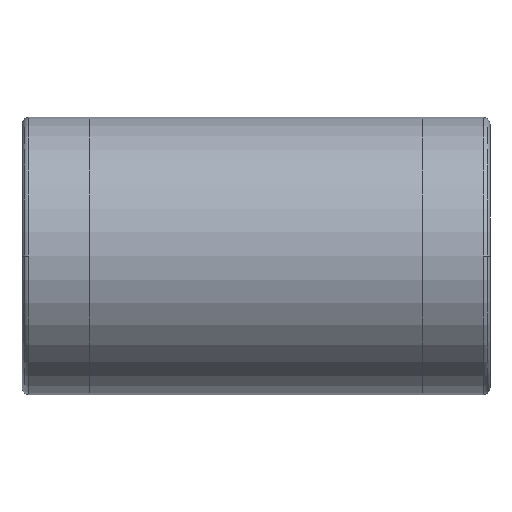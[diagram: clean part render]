
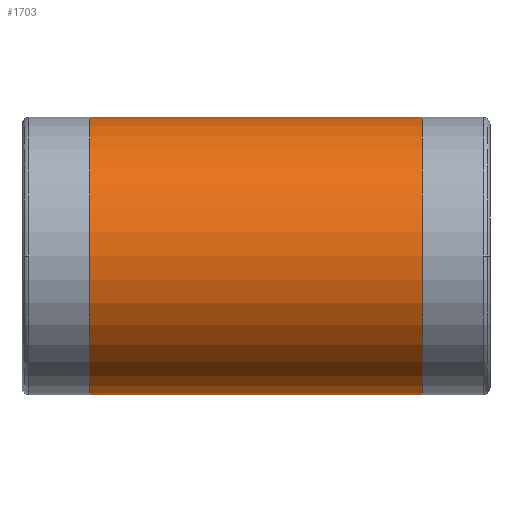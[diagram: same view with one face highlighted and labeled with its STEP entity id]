
A CAD part, front view. The second image highlights one B-rep face of the part: STEP entity #1703.
In plain terms, the highlighted cylindrical face has radius 80 mm (diameter 160 mm), a partial arc.
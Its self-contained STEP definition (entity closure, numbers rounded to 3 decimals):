
#125=CARTESIAN_POINT('',(-96.,0.,0.));
#126=DIRECTION('',(-1.,0.,0.));
#127=DIRECTION('',(0.,0.,-1.));
#128=AXIS2_PLACEMENT_3D('',#125,#126,#127);
#150=DIRECTION('',(1.,0.,0.));
#151=VECTOR('',#150,192.);
#152=CARTESIAN_POINT('',(-96.,0.,80.));
#153=LINE('',#152,#151);
#154=DIRECTION('',(1.,0.,0.));
#155=VECTOR('',#154,192.);
#156=CARTESIAN_POINT('',(-96.,0.,-80.));
#157=LINE('',#156,#155);
#158=CARTESIAN_POINT('',(96.,0.,0.));
#159=DIRECTION('',(1.,0.,0.));
#160=DIRECTION('',(0.,-1.,0.));
#161=AXIS2_PLACEMENT_3D('',#158,#159,#160);
#163=CARTESIAN_POINT('',(96.,0.,0.));
#164=DIRECTION('',(1.,0.,0.));
#165=DIRECTION('',(0.,0.,1.));
#166=AXIS2_PLACEMENT_3D('',#163,#164,#165);
#1389=CARTESIAN_POINT('',(-96.,0.,-80.));
#1390=CARTESIAN_POINT('',(96.,0.,-80.));
#1391=VERTEX_POINT('',#1389);
#1392=VERTEX_POINT('',#1390);
#1393=CARTESIAN_POINT('',(-96.,0.,80.));
#1394=CARTESIAN_POINT('',(96.,0.,80.));
#1395=VERTEX_POINT('',#1393);
#1396=VERTEX_POINT('',#1394);
#1399=CARTESIAN_POINT('',(96.,-80.,0.));
#1400=VERTEX_POINT('',#1399);
#1689=CARTESIAN_POINT('',(-108.096,0.,0.));
#1690=DIRECTION('',(1.,0.,0.));
#1691=DIRECTION('',(0.,0.,-1.));
#1692=AXIS2_PLACEMENT_3D('',#1689,#1690,#1691);
#1693=CYLINDRICAL_SURFACE('',#1692,80.);
#1694=ORIENTED_EDGE('',*,*,#1650,.T.);
#1695=ORIENTED_EDGE('',*,*,#1674,.T.);
#1697=ORIENTED_EDGE('',*,*,#1696,.T.);
#1699=ORIENTED_EDGE('',*,*,#1698,.T.);
#1700=ORIENTED_EDGE('',*,*,#1670,.F.);
#1701=EDGE_LOOP('',(#1694,#1695,#1697,#1699,#1700));
#1702=FACE_OUTER_BOUND('',#1701,.F.);
#1703=ADVANCED_FACE('',(#1702),#1693,.T.);
#129=CIRCLE('',#128,80.);
#162=CIRCLE('',#161,80.);
#167=CIRCLE('',#166,80.);
#1650=EDGE_CURVE('',#1391,#1395,#129,.T.);
#1670=EDGE_CURVE('',#1391,#1392,#157,.T.);
#1674=EDGE_CURVE('',#1395,#1396,#153,.T.);
#1696=EDGE_CURVE('',#1396,#1400,#167,.T.);
#1698=EDGE_CURVE('',#1400,#1392,#162,.T.);
